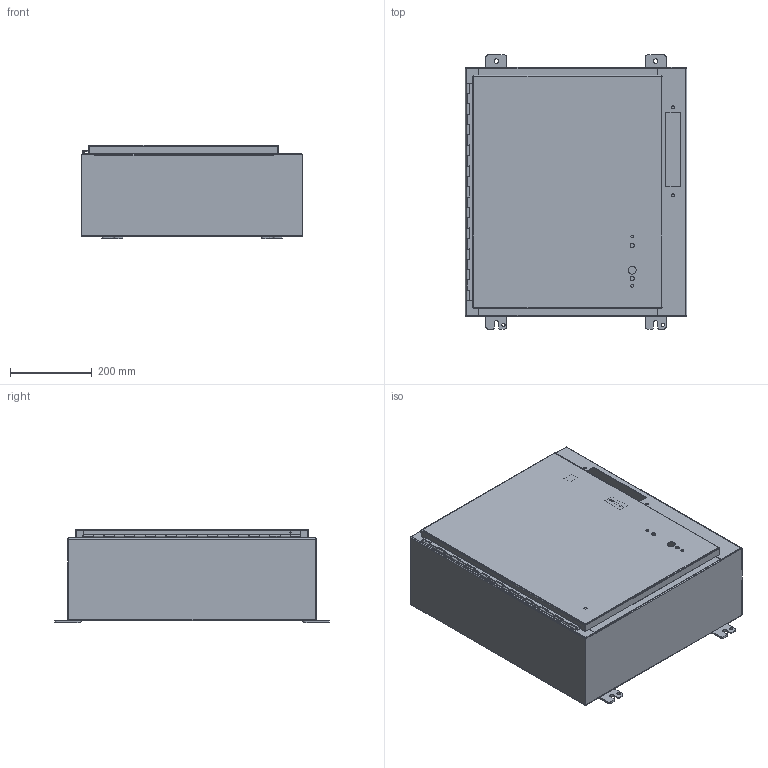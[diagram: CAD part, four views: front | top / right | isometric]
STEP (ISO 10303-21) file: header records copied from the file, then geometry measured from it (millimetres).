
FILE_DESCRIPTION(/* description */ ('ABN12 TUB (24X21X8)'),/* implementation_level */ '2;1');
FILE_NAME(/* name */ 'ABN12242108.stp',/* time_stamp */ '2014-06-13T15:29:21+06:00',/* author */ ('skumar2'),/* organization */ (''),/* preprocessor_version */ 'ST-DEVELOPER v15.2',/* originating_system */ 'Autodesk Inventor 2014',/* authorisation */ '');
FILE_SCHEMA (('AUTOMOTIVE_DESIGN { 1 0 10303 214 3 1 1 }'));
Length unit declared in the file: inch
Products named in the file (14): ABN12242108BKP; 388116; 34840; 328105T; 328105L; 328105P-1; 328105; ABN122421LID; 3881; HFW309112; 38811; 349129; 3099; ABN12242108
Bounding box: 543.05 x 673.1 x 229.26 mm (x, y, z)
Volume: 2399027.5 mm3; surface area: 2550756 mm2
Topology: 20 solids, 20 shells, 657 faces, 1677 edges, 1095 vertices
Faces by surface type: plane 391, cylinder 214, cone 26, bspline 18, torus 8
Full cylindrical faces by diameter (mm): 2.921 x2, 3.048 x25, 3.962 x2, 4.826 x2, 6.35 x3, 7.137 x4, 7.95 x4, 8.382 x8, 8.56 x1, 10.312 x2, 11.125 x4, 15.875 x4, 19.05 x1
Entity records: 17844 total; most frequent: CARTESIAN_POINT 3557, DIRECTION 2817, ORIENTED_EDGE 2760, EDGE_CURVE 1380, LINE 965, VECTOR 965, VERTEX_POINT 938, AXIS2_PLACEMENT_3D 926
